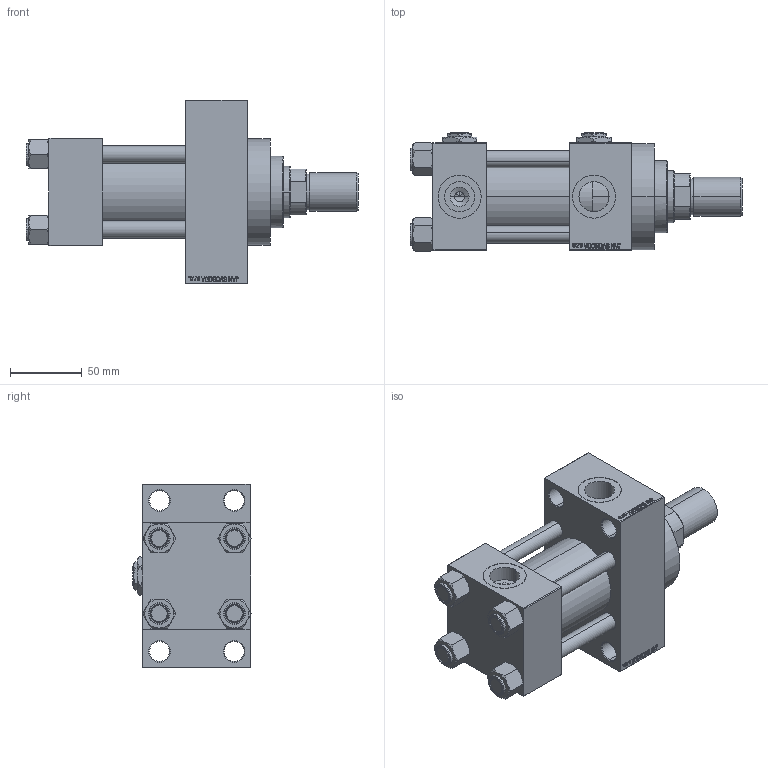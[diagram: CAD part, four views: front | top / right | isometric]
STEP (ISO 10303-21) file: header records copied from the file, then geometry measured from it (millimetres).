
FILE_DESCRIPTION (( 'STEP AP203' ), '1' );
FILE_NAME ('2a97.STEP', '2022-04-16T11:58:29', ( '' ), ( '' ), 'SwSTEP 2.0', 'SolidWorks 2019', '' );
FILE_SCHEMA (( 'CONFIG_CONTROL_DESIGN' ));
Length unit declared in the file: millimetre
Products named in the file (8): V215_VC_A a46422e7fdbcc3e1d39a4e01b56eb526; V215CR_VCP_D a46422e7fdbcc3e1d39a4e01b56eb526; NUT_M5_D a46422e7fdbcc3e1d39a4e01b56eb526; V215CR_D_TYCINKA a46422e7fdbcc3e1d39a4e01b56eb526; V215CR_D_Body a46422e7fdbcc3e1d39a4e01b56eb526; 2a97; ROD_END_AH a46422e7fdbcc3e1d39a4e01b56eb526; Zatka_pro_OIL_PORT a46422e7fdbcc3e1d39a4e01b56eb526
Assembly tree (14 placements, depth 2):
  2a97
    V215CR_D_Body a46422e7fdbcc3e1d39a4e01b56eb526
    V215CR_VCP_D a46422e7fdbcc3e1d39a4e01b56eb526
    NUT_M5_D a46422e7fdbcc3e1d39a4e01b56eb526  x4
    V215CR_D_TYCINKA a46422e7fdbcc3e1d39a4e01b56eb526  x4
    V215_VC_A a46422e7fdbcc3e1d39a4e01b56eb526
    ROD_END_AH a46422e7fdbcc3e1d39a4e01b56eb526
    Zatka_pro_OIL_PORT a46422e7fdbcc3e1d39a4e01b56eb526  x2
Bounding box: 231 x 82.27 x 128 mm (x, y, z)
Volume: 833102.4 mm3; surface area: 183980.3 mm2
Topology: 14 solids, 14 shells, 1228 faces, 3036 edges, 1954 vertices
Faces by surface type: plane 553, bspline 368, cone 190, cylinder 107, torus 10
Entity records: 50056 total; most frequent: CARTESIAN_POINT 25836, ORIENTED_EDGE 5372, DIRECTION 3582, EDGE_CURVE 2686, VERTEX_POINT 1752, VECTOR 1566, LINE 1566, EDGE_LOOP 1206
